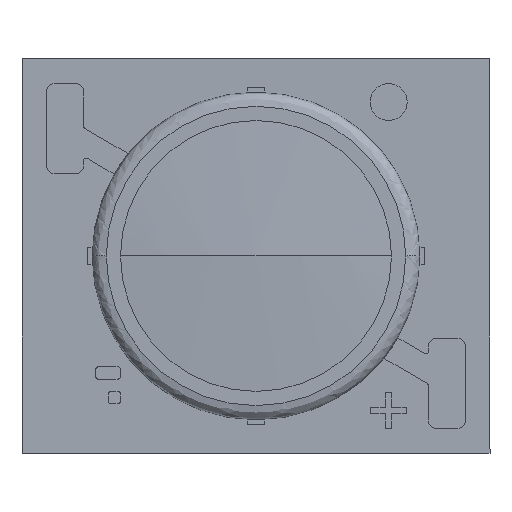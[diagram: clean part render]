
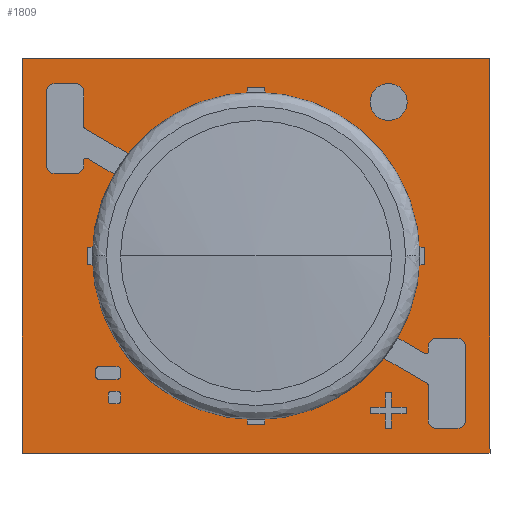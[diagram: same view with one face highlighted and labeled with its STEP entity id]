
A CAD part, top view. The second image highlights one B-rep face of the part: STEP entity #1809.
In plain terms, the highlighted planar face has unit normal (0, 0, 1).
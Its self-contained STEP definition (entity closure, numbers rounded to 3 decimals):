
#84 = CARTESIAN_POINT ( 'NONE',  ( -9.5, 8., 1. ) ) ;
#374 = LINE ( 'NONE', #1165, #1313 ) ;
#380 = ORIENTED_EDGE ( 'NONE', *, *, #2009, .T. ) ;
#414 = DIRECTION ( 'NONE',  ( -1., 0., 0. ) ) ;
#482 = VERTEX_POINT ( 'NONE', #848 ) ;
#553 = FACE_OUTER_BOUND ( 'NONE', #1240, .T. ) ;
#783 = CARTESIAN_POINT ( 'NONE',  ( 9.5, 8., 1. ) ) ;
#848 = CARTESIAN_POINT ( 'NONE',  ( -9.5, -8., 1. ) ) ;
#945 = CARTESIAN_POINT ( 'NONE',  ( 0., 0., 1. ) ) ;
#1010 = LINE ( 'NONE', #3375, #3018 ) ;
#1033 = DIRECTION ( 'NONE',  ( 0., -1., 0. ) ) ;
#1060 = EDGE_CURVE ( 'NONE', #482, #2527, #374, .T. ) ;
#1068 = LINE ( 'NONE', #1472, #2543 ) ;
#1165 = CARTESIAN_POINT ( 'NONE',  ( -9.5, -8., 1. ) ) ;
#1240 = EDGE_LOOP ( 'NONE', ( #3354, #1800, #380, #1284 ) ) ;
#1284 = ORIENTED_EDGE ( 'NONE', *, *, #1060, .T. ) ;
#1300 = EDGE_CURVE ( 'NONE', #3077, #3271, #1068, .T. ) ;
#1313 = VECTOR ( 'NONE', #2454, 1000. ) ;
#1470 = DIRECTION ( 'NONE',  ( -1., 0., 0. ) ) ;
#1472 = CARTESIAN_POINT ( 'NONE',  ( -9.5, 8., 1. ) ) ;
#1584 = VECTOR ( 'NONE', #1894, 1000. ) ;
#1677 = CARTESIAN_POINT ( 'NONE',  ( 9.5, -8., 1. ) ) ;
#1800 = ORIENTED_EDGE ( 'NONE', *, *, #1300, .T. ) ;
#1809 = ADVANCED_FACE ( 'NONE', ( #553 ), #2508, .F. ) ;
#1894 = DIRECTION ( 'NONE',  ( 0., 1., 0. ) ) ;
#2009 = EDGE_CURVE ( 'NONE', #3271, #482, #1010, .T. ) ;
#2075 = LINE ( 'NONE', #1677, #1584 ) ;
#2150 = AXIS2_PLACEMENT_3D ( 'NONE', #945, #2284, #1470 ) ;
#2284 = DIRECTION ( 'NONE',  ( 0., 0., -1. ) ) ;
#2416 = CARTESIAN_POINT ( 'NONE',  ( 9.5, -8., 1. ) ) ;
#2454 = DIRECTION ( 'NONE',  ( 1., 0., 0. ) ) ;
#2490 = EDGE_CURVE ( 'NONE', #2527, #3077, #2075, .T. ) ;
#2508 = PLANE ( 'NONE',  #2150 ) ;
#2527 = VERTEX_POINT ( 'NONE', #2416 ) ;
#2543 = VECTOR ( 'NONE', #414, 1000. ) ;
#3018 = VECTOR ( 'NONE', #1033, 1000. ) ;
#3077 = VERTEX_POINT ( 'NONE', #783 ) ;
#3271 = VERTEX_POINT ( 'NONE', #84 ) ;
#3354 = ORIENTED_EDGE ( 'NONE', *, *, #2490, .T. ) ;
#3375 = CARTESIAN_POINT ( 'NONE',  ( -9.5, -8., 1. ) ) ;
